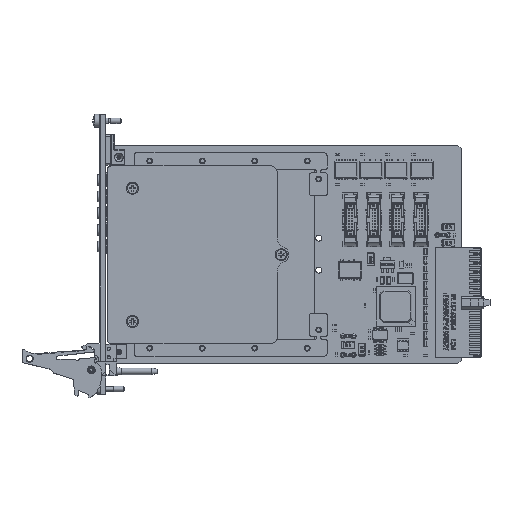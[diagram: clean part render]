
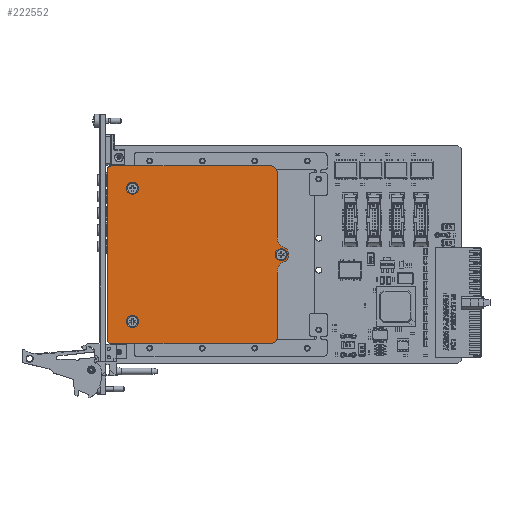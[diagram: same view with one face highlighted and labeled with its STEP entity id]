
A CAD part, top view. The second image highlights one B-rep face of the part: STEP entity #222552.
In plain terms, the highlighted planar face has unit normal (0, 0, 1).
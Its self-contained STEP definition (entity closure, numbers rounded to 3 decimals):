
#14982 = PLANE ( 'NONE',  #135166 ) ;
#14997 = CARTESIAN_POINT ( 'NONE',  ( -70.797, 39.776, 2.803 ) ) ;
#14999 = DIRECTION ( 'NONE',  ( 0., 0., -1. ) ) ;
#15001 = DIRECTION ( 'NONE',  ( -1., 0., 0. ) ) ;
#15630 = FACE_BOUND ( 'NONE', #195461, .T. ) ;
#15631 = FACE_BOUND ( 'NONE', #194617, .T. ) ;
#15633 = FACE_OUTER_BOUND ( 'NONE', #195375, .T. ) ;
#15634 = FACE_BOUND ( 'NONE', #194821, .T. ) ;
#29787 = CARTESIAN_POINT ( 'NONE',  ( 7.995, 4.325, 2.803 ) ) ;
#29888 = CARTESIAN_POINT ( 'NONE',  ( -70.797, 41.776, 2.803 ) ) ;
#69907 = VERTEX_POINT ( 'NONE', #72842 ) ;
#69910 = VERTEX_POINT ( 'NONE', #72852 ) ;
#69916 = VERTEX_POINT ( 'NONE', #72860 ) ;
#72842 = CARTESIAN_POINT ( 'NONE',  ( 9.443, 1.076, 2.803 ) ) ;
#72852 = CARTESIAN_POINT ( 'NONE',  ( -58.553, 31.514, 2.803 ) ) ;
#72860 = CARTESIAN_POINT ( 'NONE',  ( -58.553, -29.406, 2.803 ) ) ;
#98182 = CARTESIAN_POINT ( 'NONE',  ( 1.854, 41.776, 2.803 ) ) ;
#98195 = CARTESIAN_POINT ( 'NONE',  ( 4.854, 8.966, 2.803 ) ) ;
#98232 = CARTESIAN_POINT ( 'NONE',  ( 7.995, -2.173, 2.803 ) ) ;
#98288 = CARTESIAN_POINT ( 'NONE',  ( -72.797, 39.776, 2.803 ) ) ;
#98503 = CARTESIAN_POINT ( 'NONE',  ( -70.797, -39.624, 2.803 ) ) ;
#98702 = CARTESIAN_POINT ( 'NONE',  ( 4.854, -36.624, 2.803 ) ) ;
#98764 = CARTESIAN_POINT ( 'NONE',  ( 1.854, -39.624, 2.803 ) ) ;
#98765 = CARTESIAN_POINT ( 'NONE',  ( -72.797, -37.624, 2.803 ) ) ;
#98870 = CARTESIAN_POINT ( 'NONE',  ( 4.854, -6.814, 2.803 ) ) ;
#99204 = CARTESIAN_POINT ( 'NONE',  ( 4.854, 38.776, 2.803 ) ) ;
#103146 = VERTEX_POINT ( 'NONE', #98182 ) ;
#103182 = VERTEX_POINT ( 'NONE', #98195 ) ;
#103280 = VERTEX_POINT ( 'NONE', #98232 ) ;
#103445 = VERTEX_POINT ( 'NONE', #98288 ) ;
#104066 = VERTEX_POINT ( 'NONE', #98503 ) ;
#104764 = VERTEX_POINT ( 'NONE', #98702 ) ;
#104950 = VERTEX_POINT ( 'NONE', #98764 ) ;
#104953 = VERTEX_POINT ( 'NONE', #98765 ) ;
#105226 = VERTEX_POINT ( 'NONE', #98870 ) ;
#105886 = VERTEX_POINT ( 'NONE', #99204 ) ;
#123033 = VERTEX_POINT ( 'NONE', #29787 ) ;
#123376 = VERTEX_POINT ( 'NONE', #29888 ) ;
#135166 = AXIS2_PLACEMENT_3D ( 'NONE', #14997, #14999, #15001 ) ;
#140341 = AXIS2_PLACEMENT_3D ( 'NONE', #153612, #153615, #153617 ) ;
#140344 = AXIS2_PLACEMENT_3D ( 'NONE', #153679, #153681, #153684 ) ;
#140351 = AXIS2_PLACEMENT_3D ( 'NONE', #153709, #153712, #153714 ) ;
#140357 = AXIS2_PLACEMENT_3D ( 'NONE', #153740, #153743, #153746 ) ;
#140370 = AXIS2_PLACEMENT_3D ( 'NONE', #153790, #153793, #153796 ) ;
#140378 = AXIS2_PLACEMENT_3D ( 'NONE', #153826, #153828, #153831 ) ;
#140382 = AXIS2_PLACEMENT_3D ( 'NONE', #153868, #153871, #153874 ) ;
#140387 = AXIS2_PLACEMENT_3D ( 'NONE', #153892, #153895, #153898 ) ;
#140391 = AXIS2_PLACEMENT_3D ( 'NONE', #153916, #153919, #153922 ) ;
#140393 = AXIS2_PLACEMENT_3D ( 'NONE', #153935, #153938, #153941 ) ;
#144426 = ORIENTED_EDGE ( 'NONE', *, *, #163635, .F. ) ;
#144432 = ORIENTED_EDGE ( 'NONE', *, *, #163629, .F. ) ;
#144436 = ORIENTED_EDGE ( 'NONE', *, *, #163622, .F. ) ;
#144440 = ORIENTED_EDGE ( 'NONE', *, *, #163618, .T. ) ;
#144446 = ORIENTED_EDGE ( 'NONE', *, *, #163608, .T. ) ;
#144451 = ORIENTED_EDGE ( 'NONE', *, *, #163639, .F. ) ;
#144456 = ORIENTED_EDGE ( 'NONE', *, *, #163579, .F. ) ;
#144463 = ORIENTED_EDGE ( 'NONE', *, *, #163570, .F. ) ;
#144469 = ORIENTED_EDGE ( 'NONE', *, *, #163561, .F. ) ;
#144474 = ORIENTED_EDGE ( 'NONE', *, *, #163556, .F. ) ;
#144479 = ORIENTED_EDGE ( 'NONE', *, *, #163642, .T. ) ;
#144483 = ORIENTED_EDGE ( 'NONE', *, *, #163538, .T. ) ;
#144487 = ORIENTED_EDGE ( 'NONE', *, *, #163533, .T. ) ;
#144491 = ORIENTED_EDGE ( 'NONE', *, *, #163646, .T. ) ;
#144496 = ORIENTED_EDGE ( 'NONE', *, *, #163595, .T. ) ;
#146882 = CIRCLE ( 'NONE', #140341, 2. ) ;
#146891 = LINE ( 'NONE', #153622, #146908 ) ;
#146908 = VECTOR ( 'NONE', #153626, 1000. ) ;
#146933 = LINE ( 'NONE', #153632, #146957 ) ;
#146942 = CIRCLE ( 'NONE', #140344, 5. ) ;
#146957 = VECTOR ( 'NONE', #153657, 1000. ) ;
#146983 = CIRCLE ( 'NONE', #140351, 3.5 ) ;
#147002 = CIRCLE ( 'NONE', #140357, 5. ) ;
#147023 = CIRCLE ( 'NONE', #140370, 2. ) ;
#147053 = CIRCLE ( 'NONE', #140378, 3. ) ;
#147072 = LINE ( 'NONE', #153843, #147085 ) ;
#147085 = VECTOR ( 'NONE', #153847, 1000. ) ;
#147090 = LINE ( 'NONE', #153878, #147124 ) ;
#147094 = CIRCLE ( 'NONE', #140393, 3. ) ;
#147099 = CIRCLE ( 'NONE', #140382, 2.75 ) ;
#147105 = CIRCLE ( 'NONE', #140387, 2.75 ) ;
#147114 = CIRCLE ( 'NONE', #140391, 2.75 ) ;
#147124 = VECTOR ( 'NONE', #153925, 1000. ) ;
#147129 = LINE ( 'NONE', #153902, #147133 ) ;
#147133 = VECTOR ( 'NONE', #153927, 1000. ) ;
#153612 = CARTESIAN_POINT ( 'NONE',  ( -70.797, 39.776, 2.803 ) ) ;
#153615 = DIRECTION ( 'NONE',  ( 0., 0., 1. ) ) ;
#153617 = DIRECTION ( 'NONE',  ( -1., 0., 0. ) ) ;
#153622 = CARTESIAN_POINT ( 'NONE',  ( 19.903, 41.776, 2.803 ) ) ;
#153626 = DIRECTION ( 'NONE',  ( -1., 0., 0. ) ) ;
#153632 = CARTESIAN_POINT ( 'NONE',  ( 4.854, 41.776, 2.803 ) ) ;
#153657 = DIRECTION ( 'NONE',  ( 0., -1., 0. ) ) ;
#153679 = CARTESIAN_POINT ( 'NONE',  ( 9.854, 8.966, 2.803 ) ) ;
#153681 = DIRECTION ( 'NONE',  ( 0., 0., 1. ) ) ;
#153684 = DIRECTION ( 'NONE',  ( -1., 0., 0. ) ) ;
#153709 = CARTESIAN_POINT ( 'NONE',  ( 6.693, 1.076, 2.803 ) ) ;
#153712 = DIRECTION ( 'NONE',  ( 0., 0., -1. ) ) ;
#153714 = DIRECTION ( 'NONE',  ( 1., 0., 0. ) ) ;
#153740 = CARTESIAN_POINT ( 'NONE',  ( 9.854, -6.814, 2.803 ) ) ;
#153743 = DIRECTION ( 'NONE',  ( 0., 0., 1. ) ) ;
#153746 = DIRECTION ( 'NONE',  ( 1., 0., 0. ) ) ;
#153790 = CARTESIAN_POINT ( 'NONE',  ( -70.797, -37.624, 2.803 ) ) ;
#153793 = DIRECTION ( 'NONE',  ( 0., 0., 1. ) ) ;
#153796 = DIRECTION ( 'NONE',  ( 1., 0., 0. ) ) ;
#153826 = CARTESIAN_POINT ( 'NONE',  ( 1.854, -36.624, 2.803 ) ) ;
#153828 = DIRECTION ( 'NONE',  ( 0., 0., 1. ) ) ;
#153831 = DIRECTION ( 'NONE',  ( -1., 0., 0. ) ) ;
#153843 = CARTESIAN_POINT ( 'NONE',  ( -70.797, -39.624, 2.803 ) ) ;
#153847 = DIRECTION ( 'NONE',  ( 1., 0., 0. ) ) ;
#153868 = CARTESIAN_POINT ( 'NONE',  ( 6.693, 1.076, 2.803 ) ) ;
#153871 = DIRECTION ( 'NONE',  ( 0., 0., 1. ) ) ;
#153874 = DIRECTION ( 'NONE',  ( 1., 0., 0. ) ) ;
#153878 = CARTESIAN_POINT ( 'NONE',  ( 4.854, -6.814, 2.803 ) ) ;
#153892 = CARTESIAN_POINT ( 'NONE',  ( -61.303, 31.514, 2.803 ) ) ;
#153895 = DIRECTION ( 'NONE',  ( 0., 0., 1. ) ) ;
#153898 = DIRECTION ( 'NONE',  ( 1., 0., 0. ) ) ;
#153902 = CARTESIAN_POINT ( 'NONE',  ( -72.797, 39.776, 2.803 ) ) ;
#153916 = CARTESIAN_POINT ( 'NONE',  ( -61.303, -29.406, 2.803 ) ) ;
#153919 = DIRECTION ( 'NONE',  ( 0., 0., 1. ) ) ;
#153922 = DIRECTION ( 'NONE',  ( 1., 0., 0. ) ) ;
#153925 = DIRECTION ( 'NONE',  ( 0., -1., 0. ) ) ;
#153927 = DIRECTION ( 'NONE',  ( 0., -1., 0. ) ) ;
#153935 = CARTESIAN_POINT ( 'NONE',  ( 1.854, 38.776, 2.803 ) ) ;
#153938 = DIRECTION ( 'NONE',  ( 0., 0., 1. ) ) ;
#153941 = DIRECTION ( 'NONE',  ( -1., 0., 0. ) ) ;
#163533 = EDGE_CURVE ( 'NONE', #123376, #103445, #146882, .T. ) ;
#163538 = EDGE_CURVE ( 'NONE', #103146, #123376, #146891, .T. ) ;
#163556 = EDGE_CURVE ( 'NONE', #105886, #103182, #146933, .T. ) ;
#163561 = EDGE_CURVE ( 'NONE', #103182, #123033, #146942, .T. ) ;
#163570 = EDGE_CURVE ( 'NONE', #123033, #103280, #146983, .T. ) ;
#163579 = EDGE_CURVE ( 'NONE', #103280, #105226, #147002, .T. ) ;
#163595 = EDGE_CURVE ( 'NONE', #104953, #104066, #147023, .T. ) ;
#163608 = EDGE_CURVE ( 'NONE', #104950, #104764, #147053, .T. ) ;
#163618 = EDGE_CURVE ( 'NONE', #104066, #104950, #147072, .T. ) ;
#163622 = EDGE_CURVE ( 'NONE', #69907, #69907, #147099, .T. ) ;
#163629 = EDGE_CURVE ( 'NONE', #69910, #69910, #147105, .T. ) ;
#163635 = EDGE_CURVE ( 'NONE', #69916, #69916, #147114, .T. ) ;
#163639 = EDGE_CURVE ( 'NONE', #105226, #104764, #147090, .T. ) ;
#163642 = EDGE_CURVE ( 'NONE', #105886, #103146, #147094, .T. ) ;
#163646 = EDGE_CURVE ( 'NONE', #103445, #104953, #147129, .T. ) ;
#194617 = EDGE_LOOP ( 'NONE', ( #144436 ) ) ;
#194821 = EDGE_LOOP ( 'NONE', ( #144432 ) ) ;
#195375 = EDGE_LOOP ( 'NONE', ( #144440, #144446, #144451, #144456, #144463, #144469, #144474, #144479, #144483, #144487, #144491, #144496 ) ) ;
#195461 = EDGE_LOOP ( 'NONE', ( #144426 ) ) ;
#222552 = ADVANCED_FACE ( 'NONE', ( #15630, #15634, #15631, #15633 ), #14982, .F. ) ;
